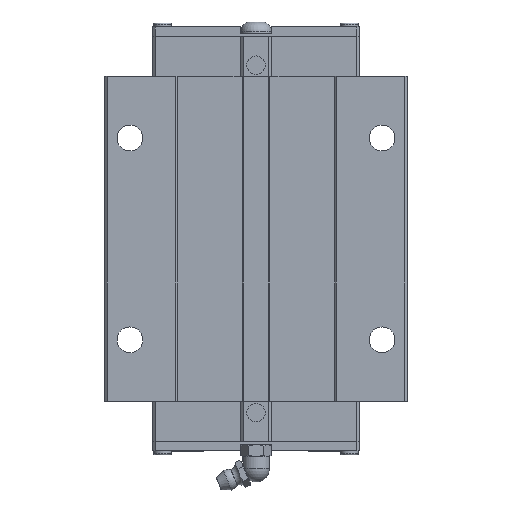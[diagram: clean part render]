
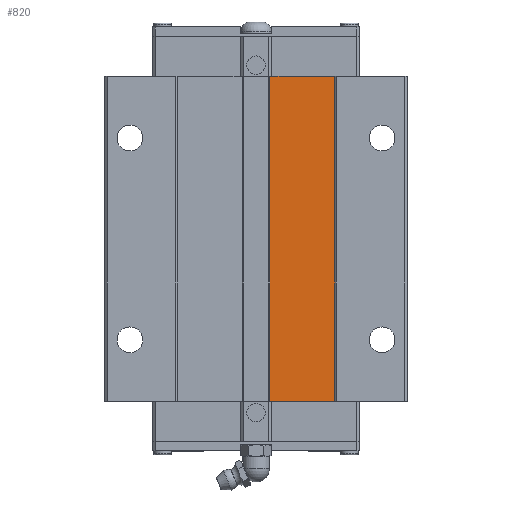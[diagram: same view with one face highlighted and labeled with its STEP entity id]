
A CAD part, top view. The second image highlights one B-rep face of the part: STEP entity #820.
In plain terms, the highlighted planar face has unit normal (0, 0, 1).
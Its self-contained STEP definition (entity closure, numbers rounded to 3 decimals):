
#820=ADVANCED_FACE('',(#1719),#1720,.F.);
#1719=FACE_OUTER_BOUND('',#2692,.T.);
#1720=PLANE('',#2693);
#2692=EDGE_LOOP('',(#5183,#5184,#5185,#5186));
#2693=AXIS2_PLACEMENT_3D('',#5187,#5188,#5189);
#5183=ORIENTED_EDGE('',*,*,#6727,.T.);
#5184=ORIENTED_EDGE('',*,*,#6693,.F.);
#5185=ORIENTED_EDGE('',*,*,#6729,.F.);
#5186=ORIENTED_EDGE('',*,*,#6313,.F.);
#5187=CARTESIAN_POINT('',(0.0,212.801,59.5));
#5188=DIRECTION('',(0.0,0.0,-1.0));
#5189=DIRECTION('',(1.0,0.0,0.0));
#6313=EDGE_CURVE('',#7744,#7746,#7747,.T.);
#6693=EDGE_CURVE('',#8277,#8279,#8280,.T.);
#6727=EDGE_CURVE('',#7744,#8279,#8328,.T.);
#6729=EDGE_CURVE('',#7746,#8277,#8330,.T.);
#7744=VERTEX_POINT('',#9891);
#7746=VERTEX_POINT('',#9894);
#7747=LINE('',#9895,#9896);
#8277=VERTEX_POINT('',#10866);
#8279=VERTEX_POINT('',#10869);
#8280=LINE('',#10870,#10871);
#8328=LINE('',#10942,#10943);
#8330=LINE('',#10945,#10946);
#9891=CARTESIAN_POINT('',(5.5,148.401,59.5));
#9894=CARTESIAN_POINT('',(31.25,148.401,59.5));
#9895=CARTESIAN_POINT('',(0.,148.401,59.5));
#9896=VECTOR('',#11891,1.0);
#10866=CARTESIAN_POINT('',(31.25,19.601,59.5));
#10869=CARTESIAN_POINT('',(5.5,19.601,59.5));
#10870=CARTESIAN_POINT('',(0.,19.601,59.5));
#10871=VECTOR('',#12199,1.0);
#10942=CARTESIAN_POINT('',(5.5,180.601,59.5));
#10943=VECTOR('',#12229,1.0);
#10945=CARTESIAN_POINT('',(31.25,212.801,59.5));
#10946=VECTOR('',#12230,1.0);
#11891=DIRECTION('',(1.0,0.0,0.0));
#12199=DIRECTION('',(-1.0,-0.0,-0.0));
#12229=DIRECTION('',(0.0,-1.0,0.0));
#12230=DIRECTION('',(0.0,-1.0,0.0));
